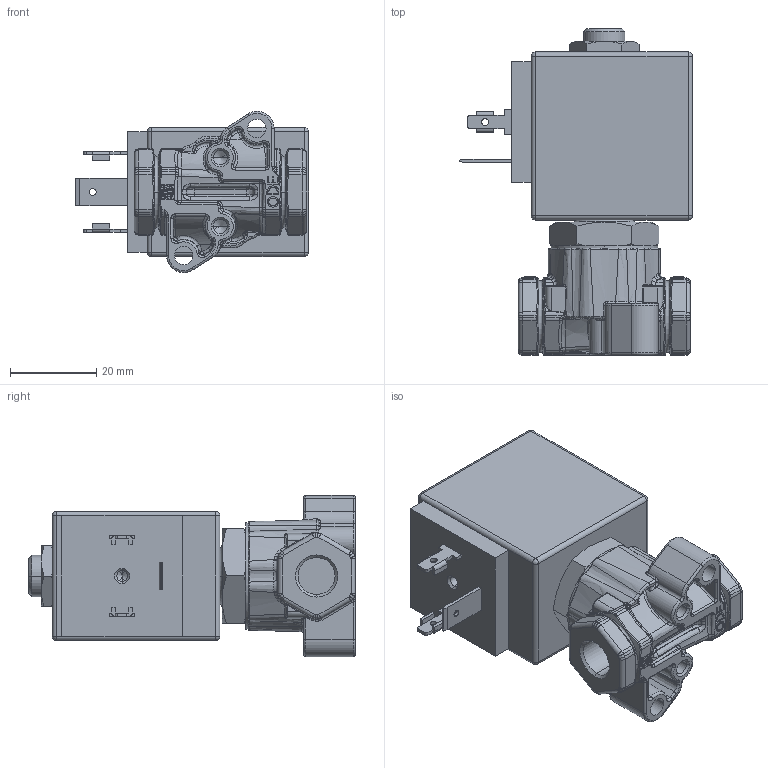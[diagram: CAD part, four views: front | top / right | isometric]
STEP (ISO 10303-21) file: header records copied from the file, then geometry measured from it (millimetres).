
FILE_DESCRIPTION((''),'2;1');
FILE_NAME('21AP1KC4_INGOMBRO_ASM','2019-07-17T10:59:04',('romeri'),('O.D.E.'),'CREO PARAMETRIC BY PTC INC, 2017110','CREO PARAMETRIC BY PTC INC, 2017110','');
FILE_SCHEMA(('CONFIG_CONTROL_DESIGN','SHAPE_APPEARANCE_LAYERS_GROUPS'));
Products named in the file (7): 450AP1_INGOMBRO; 452106_INGOMBRO; 452108_INGOMBRO; BDA_ING; 452571_INGOMBRO; 450146_INGOMBRO; 21AP1KC4_INGOMBRO_ASM
Assembly tree (6 placements, depth 2):
  21AP1KC4_INGOMBRO_ASM
    450AP1_INGOMBRO
    452106_INGOMBRO
    452108_INGOMBRO
    BDA_ING
    452571_INGOMBRO
    450146_INGOMBRO
Bounding box: 54.15 x 75.9 x 37.47 mm (x, y, z)
Volume: 67869.9 mm3; surface area: 20841.8 mm2
Topology: 6 solids, 8 shells, 1183 faces, 2800 edges, 1662 vertices
Faces by surface type: bspline 369, plane 311, cylinder 234, torus 120, cone 93, extrusion 44, sphere 12
Entity records: 56947 total; most frequent: CARTESIAN_POINT 22749, ORIENTED_EDGE 5582, DIRECTION 4595, EDGE_CURVE 2794, PRESENTATION_STYLE_ASSIGNMENT 2792, STYLED_ITEM 2724, CURVE_STYLE 2652, AXIS2_PLACEMENT_3D 1803
